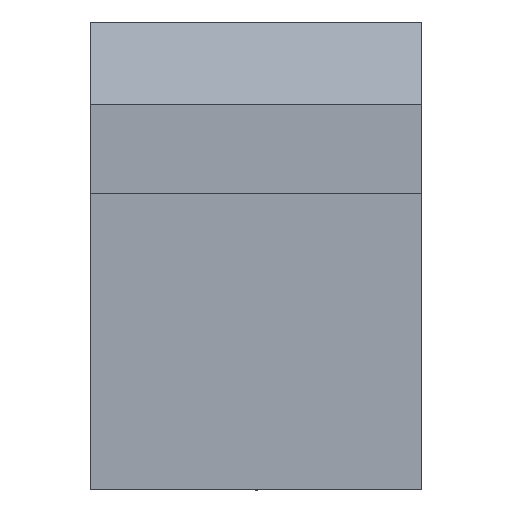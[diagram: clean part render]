
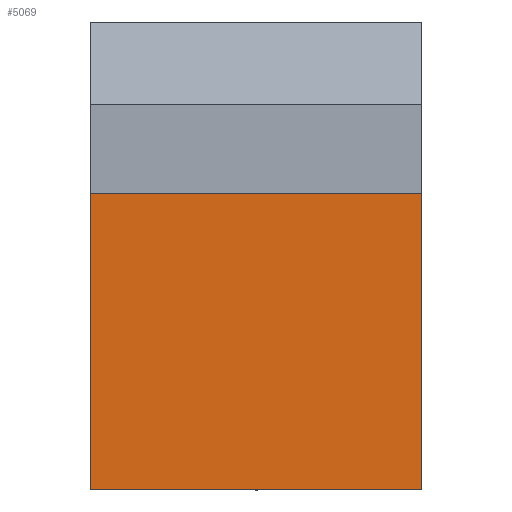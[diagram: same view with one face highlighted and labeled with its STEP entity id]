
A CAD part, front view. The second image highlights one B-rep face of the part: STEP entity #5069.
In plain terms, the highlighted planar face has unit normal (0, -1, 0).
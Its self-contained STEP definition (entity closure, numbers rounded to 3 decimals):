
#523=PLANE('',#5575);
#856=FACE_OUTER_BOUND('',#1160,.T.);
#1160=EDGE_LOOP('',(#4680,#4681,#4682,#4683));
#1457=LINE('',#14629,#1806);
#1468=LINE('',#14656,#1817);
#1507=LINE('',#14764,#1856);
#1508=LINE('',#14769,#1857);
#1806=VECTOR('',#6641,10.);
#1817=VECTOR('',#6658,10.);
#1856=VECTOR('',#6773,10.);
#1857=VECTOR('',#6780,10.);
#2473=VERTEX_POINT('',#14626);
#2474=VERTEX_POINT('',#14628);
#2486=VERTEX_POINT('',#14653);
#2487=VERTEX_POINT('',#14655);
#3182=EDGE_CURVE('',#2474,#2473,#1457,.T.);
#3195=EDGE_CURVE('',#2487,#2486,#1468,.T.);
#3249=EDGE_CURVE('',#2487,#2473,#1507,.T.);
#3251=EDGE_CURVE('',#2486,#2474,#1508,.T.);
#4680=ORIENTED_EDGE('',*,*,#3182,.T.);
#4681=ORIENTED_EDGE('',*,*,#3249,.F.);
#4682=ORIENTED_EDGE('',*,*,#3195,.T.);
#4683=ORIENTED_EDGE('',*,*,#3251,.T.);
#5069=ADVANCED_FACE('',(#856),#523,.T.);
#5575=AXIS2_PLACEMENT_3D('',#14768,#6778,#6779);
#6641=DIRECTION('',(0.,0.,-1.));
#6658=DIRECTION('',(0.,0.,1.));
#6773=DIRECTION('',(-1.,0.,0.));
#6778=DIRECTION('center_axis',(0.,-1.,0.));
#6779=DIRECTION('ref_axis',(-1.,0.,0.));
#6780=DIRECTION('',(-1.,0.,0.));
#14626=CARTESIAN_POINT('',(-7.809,-37.782,-22.84));
#14628=CARTESIAN_POINT('',(-7.809,-37.782,-8.84));
#14629=CARTESIAN_POINT('',(-7.809,-37.782,-10.989));
#14653=CARTESIAN_POINT('',(7.834,-37.782,-8.84));
#14655=CARTESIAN_POINT('',(7.834,-37.782,-22.84));
#14656=CARTESIAN_POINT('',(7.834,-37.782,-10.988));
#14764=CARTESIAN_POINT('',(20.013,-37.782,-22.84));
#14768=CARTESIAN_POINT('Origin',(-19.304,-37.782,-15.84));
#14769=CARTESIAN_POINT('',(0.013,-37.782,-8.84));
